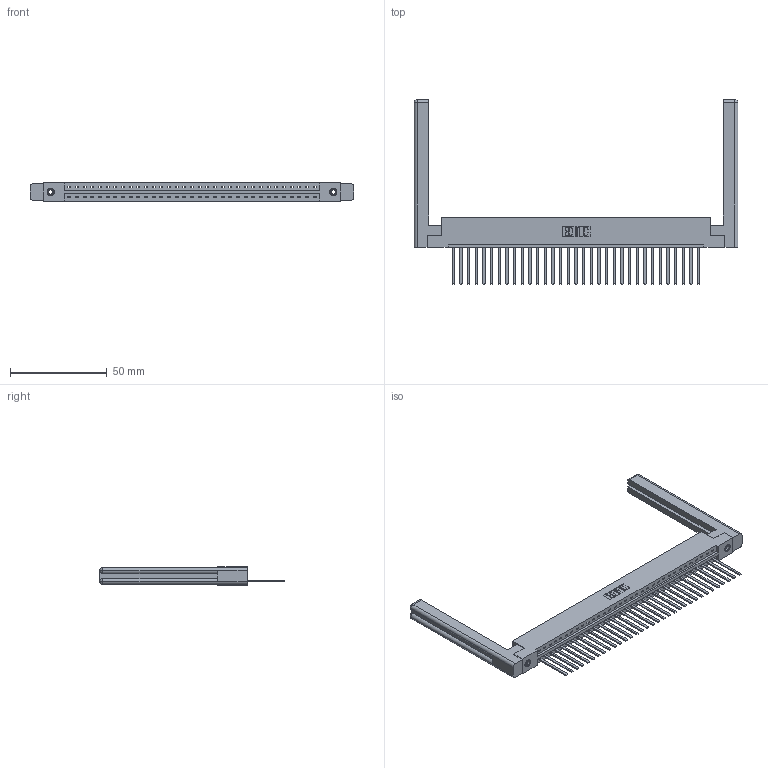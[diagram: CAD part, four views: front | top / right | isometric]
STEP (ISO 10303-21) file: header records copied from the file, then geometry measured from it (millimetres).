
FILE_DESCRIPTION (( 'STEP AP203' ), '1' );
FILE_NAME ('387-033-544-158.STEP', '2019-10-03T22:33:21', ( '' ), ( '' ), 'SwSTEP 2.0', 'SolidWorks 2016', '' );
FILE_SCHEMA (( 'CONFIG_CONTROL_DESIGN' ));
Length unit declared in the file: inch
Products named in the file (5): 337 Part_Flush Mounting Lugs - 0.156 Dia-TI; 387-033-544-158; 345-292-001_345-293-144; 307-220-058; 345-250-001_345-250-001-102
Assembly tree (38 placements, depth 2):
  387-033-544-158
    337 Part_Flush Mounting Lugs - 0.156 Dia-TI
    345-292-001_345-293-144  x33
    345-250-001_345-250-001-102  x2
    307-220-058  x2
Bounding box: 167.39 x 95.38 x 9.4 mm (x, y, z)
Volume: 24828.7 mm3; surface area: 24676 mm2
Topology: 38 solids, 38 shells, 2104 faces, 6275 edges, 4126 vertices
Faces by surface type: plane 1540, cylinder 540, cone 12, torus 12
Entity records: 28144 total; most frequent: CARTESIAN_POINT 4900, ORIENTED_EDGE 4808, DIRECTION 4158, EDGE_CURVE 2404, VECTOR 2232, LINE 2232, VERTEX_POINT 1594, AXIS2_PLACEMENT_3D 963
